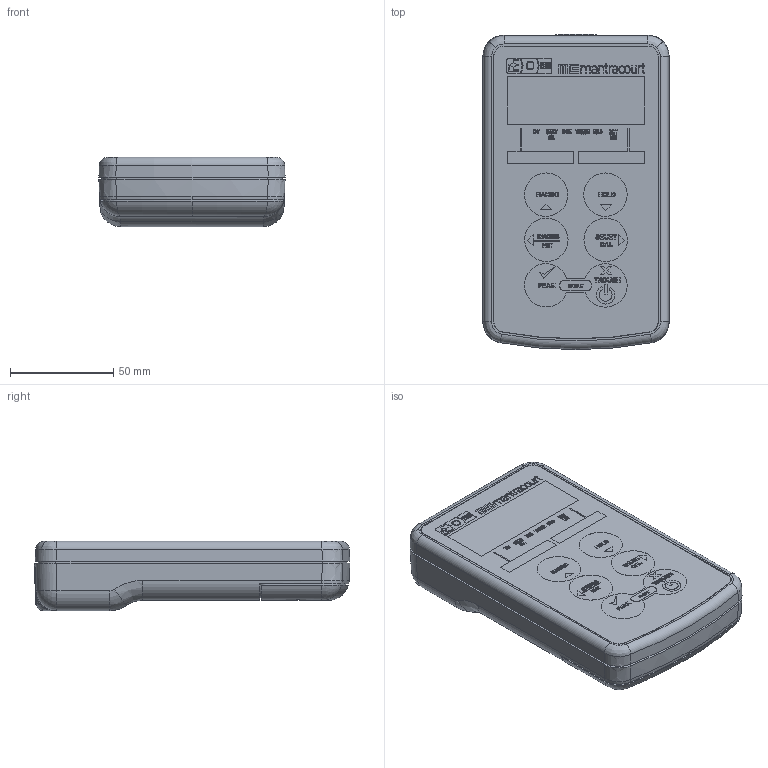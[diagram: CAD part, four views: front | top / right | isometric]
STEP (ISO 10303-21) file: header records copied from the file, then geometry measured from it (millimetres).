
FILE_DESCRIPTION (( 'STEP AP214' ), '1' );
FILE_NAME ('PSD (one hole).STEP', '2019-02-15T12:44:16', ( '' ), ( '' ), 'SwSTEP 2.0', 'SolidWorks 2015', '' );
FILE_SCHEMA (( 'AUTOMOTIVE_DESIGN' ));
Length unit declared in the file: millimetre
Products named in the file (1): PSD (one hole)
Bounding box: 90 x 152.48 x 33.5 mm (x, y, z)
Volume: 380062.4 mm3; surface area: 48748.5 mm2
Topology: 1 solids, 6 shells, 2154 faces, 5853 edges, 3880 vertices
Faces by surface type: plane 1221, bspline 790, cylinder 103, torus 20, cone 10, sphere 10
Entity records: 97272 total; most frequent: CARTESIAN_POINT 24448, ORIENTED_EDGE 11694, DIRECTION 7302, EDGE_CURVE 5847, LINE 3910, VECTOR 3910, VERTEX_POINT 3880, EDGE_LOOP 2329
